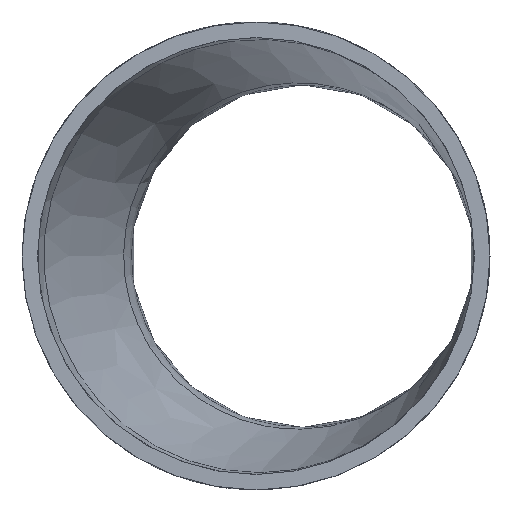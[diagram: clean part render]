
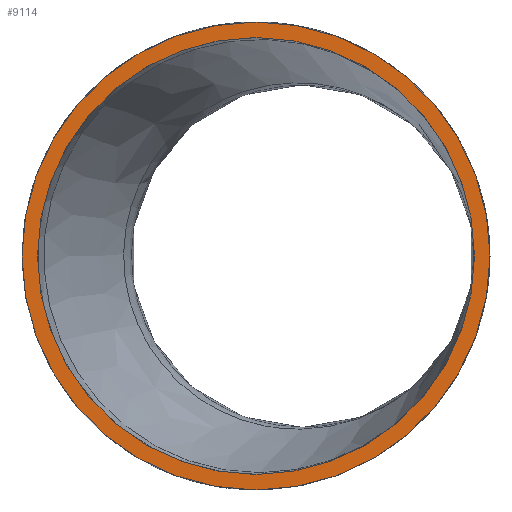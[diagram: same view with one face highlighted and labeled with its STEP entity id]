
A CAD part, left-side view. The second image highlights one B-rep face of the part: STEP entity #9114.
In plain terms, the highlighted planar face has unit normal (-1, 0, 0).
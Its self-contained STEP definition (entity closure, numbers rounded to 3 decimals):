
#449 = VERTEX_POINT ( 'NONE', #545 ) ;
#545 = CARTESIAN_POINT ( 'NONE',  ( 0., 0., 28.15 ) ) ;
#2486 = DIRECTION ( 'NONE',  ( -1., 0., 0. ) ) ;
#3293 = VERTEX_POINT ( 'NONE', #11378 ) ;
#3880 = PLANE ( 'NONE',  #11517 ) ;
#4171 = DIRECTION ( 'NONE',  ( -1., 0., 0. ) ) ;
#5416 = EDGE_LOOP ( 'NONE', ( #5581 ) ) ;
#5581 = ORIENTED_EDGE ( 'NONE', *, *, #14403, .T. ) ;
#5596 = ORIENTED_EDGE ( 'NONE', *, *, #13554, .F. ) ;
#7475 = FACE_OUTER_BOUND ( 'NONE', #5416, .T. ) ;
#9114 = ADVANCED_FACE ( 'NONE', ( #11495, #7475 ), #3880, .T. ) ;
#9204 = AXIS2_PLACEMENT_3D ( 'NONE', #10181, #4171, #16273 ) ;
#9969 = AXIS2_PLACEMENT_3D ( 'NONE', #19510, #17779, #16467 ) ;
#10181 = CARTESIAN_POINT ( 'NONE',  ( 0., 0., 0. ) ) ;
#11378 = CARTESIAN_POINT ( 'NONE',  ( 0., 0., 30.15 ) ) ;
#11495 = FACE_BOUND ( 'NONE', #13907, .T. ) ;
#11517 = AXIS2_PLACEMENT_3D ( 'NONE', #14493, #2486, #17440 ) ;
#13554 = EDGE_CURVE ( 'NONE', #449, #449, #15001, .T. ) ;
#13907 = EDGE_LOOP ( 'NONE', ( #5596 ) ) ;
#14403 = EDGE_CURVE ( 'NONE', #3293, #3293, #18247, .T. ) ;
#14493 = CARTESIAN_POINT ( 'NONE',  ( 0., 0., 0. ) ) ;
#15001 = CIRCLE ( 'NONE', #9969, 28.15 ) ;
#16273 = DIRECTION ( 'NONE',  ( 0., 0., 1. ) ) ;
#16467 = DIRECTION ( 'NONE',  ( 0., 0., 1. ) ) ;
#17440 = DIRECTION ( 'NONE',  ( 0., 0., 1. ) ) ;
#17779 = DIRECTION ( 'NONE',  ( -1., 0., 0. ) ) ;
#18247 = CIRCLE ( 'NONE', #9204, 30.15 ) ;
#19510 = CARTESIAN_POINT ( 'NONE',  ( 0., 0., 0. ) ) ;
